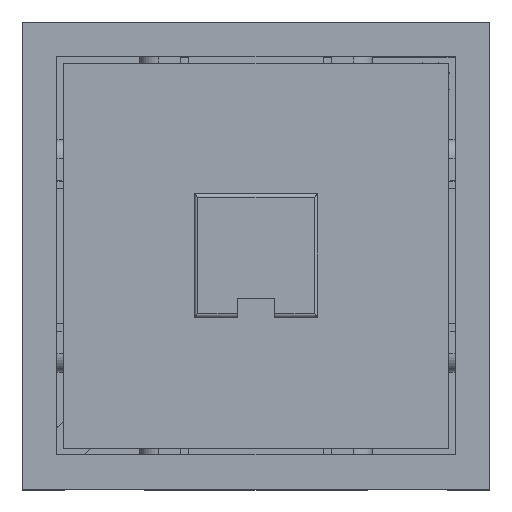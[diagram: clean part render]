
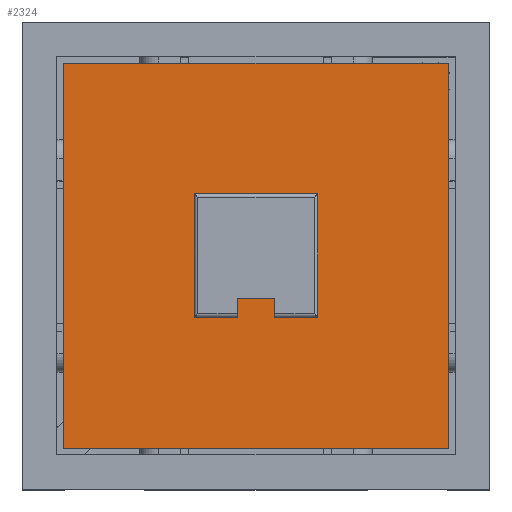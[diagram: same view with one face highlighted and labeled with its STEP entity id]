
A CAD part, top view. The second image highlights one B-rep face of the part: STEP entity #2324.
In plain terms, the highlighted planar face has unit normal (0, 0, 1).
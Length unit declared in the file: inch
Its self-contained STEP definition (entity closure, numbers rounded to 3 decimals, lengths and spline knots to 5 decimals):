
#848=CARTESIAN_POINT('',(0.20177,0.20177,0.22441));
#849=VERTEX_POINT('',#848);
#856=CARTESIAN_POINT('',(0.20177,-0.20177,0.22441));
#857=VERTEX_POINT('',#856);
#858=CARTESIAN_POINT('',(0.20177,0.20177,0.22441));
#859=DIRECTION('',(0.0,-1.0,0.0));
#860=VECTOR('',#859,0.40354);
#861=LINE('',#858,#860);
#862=EDGE_CURVE('',#849,#857,#861,.T.);
#1044=CARTESIAN_POINT('',(-0.20177,0.20177,0.22441));
#1045=VERTEX_POINT('',#1044);
#1052=CARTESIAN_POINT('',(-0.20177,0.20177,0.22441));
#1053=DIRECTION('',(1.0,0.0,0.0));
#1054=VECTOR('',#1053,0.40354);
#1055=LINE('',#1052,#1054);
#1056=EDGE_CURVE('',#1045,#849,#1055,.T.);
#1209=CARTESIAN_POINT('',(-0.20177,-0.20177,0.22441));
#1210=VERTEX_POINT('',#1209);
#1217=CARTESIAN_POINT('',(-0.20177,-0.20177,0.22441));
#1218=DIRECTION('',(0.0,1.0,0.0));
#1219=VECTOR('',#1218,0.40354);
#1220=LINE('',#1217,#1219);
#1221=EDGE_CURVE('',#1210,#1045,#1220,.T.);
#2083=CARTESIAN_POINT('',(-0.01969,-0.06496,0.22441));
#2084=VERTEX_POINT('',#2083);
#2091=CARTESIAN_POINT('',(-0.01969,-0.04528,0.22441));
#2092=VERTEX_POINT('',#2091);
#2093=CARTESIAN_POINT('',(-0.01969,-0.04528,0.22441));
#2094=DIRECTION('',(0.0,-1.0,0.0));
#2095=VECTOR('',#2094,0.01969);
#2096=LINE('',#2093,#2095);
#2097=EDGE_CURVE('',#2092,#2084,#2096,.T.);
#2114=CARTESIAN_POINT('',(-0.06496,-0.06496,0.22441));
#2115=VERTEX_POINT('',#2114);
#2122=CARTESIAN_POINT('',(-0.01969,-0.06496,0.22441));
#2123=DIRECTION('',(-1.0,0.0,0.0));
#2124=VECTOR('',#2123,0.04528);
#2125=LINE('',#2122,#2124);
#2126=EDGE_CURVE('',#2084,#2115,#2125,.T.);
#2138=CARTESIAN_POINT('',(-0.06496,0.06496,0.22441));
#2139=VERTEX_POINT('',#2138);
#2146=CARTESIAN_POINT('',(-0.06496,-0.06496,0.22441));
#2147=DIRECTION('',(0.0,1.0,0.0));
#2148=VECTOR('',#2147,0.12992);
#2149=LINE('',#2146,#2148);
#2150=EDGE_CURVE('',#2115,#2139,#2149,.T.);
#2162=CARTESIAN_POINT('',(0.06496,0.06496,0.22441));
#2163=VERTEX_POINT('',#2162);
#2170=CARTESIAN_POINT('',(-0.06496,0.06496,0.22441));
#2171=DIRECTION('',(1.0,0.0,0.0));
#2172=VECTOR('',#2171,0.12992);
#2173=LINE('',#2170,#2172);
#2174=EDGE_CURVE('',#2139,#2163,#2173,.T.);
#2186=CARTESIAN_POINT('',(0.06496,-0.06496,0.22441));
#2187=VERTEX_POINT('',#2186);
#2194=CARTESIAN_POINT('',(0.06496,0.06496,0.22441));
#2195=DIRECTION('',(0.0,-1.0,0.0));
#2196=VECTOR('',#2195,0.12992);
#2197=LINE('',#2194,#2196);
#2198=EDGE_CURVE('',#2163,#2187,#2197,.T.);
#2210=CARTESIAN_POINT('',(0.01969,-0.06496,0.22441));
#2211=VERTEX_POINT('',#2210);
#2218=CARTESIAN_POINT('',(0.06496,-0.06496,0.22441));
#2219=DIRECTION('',(-1.0,0.0,0.0));
#2220=VECTOR('',#2219,0.04528);
#2221=LINE('',#2218,#2220);
#2222=EDGE_CURVE('',#2187,#2211,#2221,.T.);
#2234=CARTESIAN_POINT('',(0.01969,-0.04528,0.22441));
#2235=VERTEX_POINT('',#2234);
#2242=CARTESIAN_POINT('',(0.01969,-0.06496,0.22441));
#2243=DIRECTION('',(0.0,1.0,0.0));
#2244=VECTOR('',#2243,0.01969);
#2245=LINE('',#2242,#2244);
#2246=EDGE_CURVE('',#2211,#2235,#2245,.T.);
#2268=CARTESIAN_POINT('',(0.01969,-0.04528,0.22441));
#2269=DIRECTION('',(-1.0,0.0,0.0));
#2270=VECTOR('',#2269,0.03937);
#2271=LINE('',#2268,#2270);
#2272=EDGE_CURVE('',#2235,#2092,#2271,.T.);
#2298=CARTESIAN_POINT('',(-0.22195,-0.22195,0.22441));
#2299=DIRECTION('',(0.0,0.0,1.0));
#2300=DIRECTION('',(1.0,0.0,0.0));
#2301=AXIS2_PLACEMENT_3D('',#2298,#2299,#2300);
#2302=PLANE('',#2301);
#2303=ORIENTED_EDGE('',*,*,#1221,.F.);
#2304=CARTESIAN_POINT('',(0.20177,-0.20177,0.22441));
#2305=DIRECTION('',(-1.0,0.0,0.0));
#2306=VECTOR('',#2305,0.40354);
#2307=LINE('',#2304,#2306);
#2308=EDGE_CURVE('',#857,#1210,#2307,.T.);
#2309=ORIENTED_EDGE('',*,*,#2308,.F.);
#2310=ORIENTED_EDGE('',*,*,#862,.F.);
#2311=ORIENTED_EDGE('',*,*,#1056,.F.);
#2312=EDGE_LOOP('',(#2303,#2309,#2310,#2311));
#2313=FACE_OUTER_BOUND('',#2312,.T.);
#2314=ORIENTED_EDGE('',*,*,#2222,.T.);
#2315=ORIENTED_EDGE('',*,*,#2246,.T.);
#2316=ORIENTED_EDGE('',*,*,#2272,.T.);
#2317=ORIENTED_EDGE('',*,*,#2097,.T.);
#2318=ORIENTED_EDGE('',*,*,#2126,.T.);
#2319=ORIENTED_EDGE('',*,*,#2150,.T.);
#2320=ORIENTED_EDGE('',*,*,#2174,.T.);
#2321=ORIENTED_EDGE('',*,*,#2198,.T.);
#2322=EDGE_LOOP('',(#2314,#2315,#2316,#2317,#2318,#2319,#2320,#2321));
#2323=FACE_BOUND('',#2322,.T.);
#2324=ADVANCED_FACE('',(#2313,#2323),#2302,.T.);
